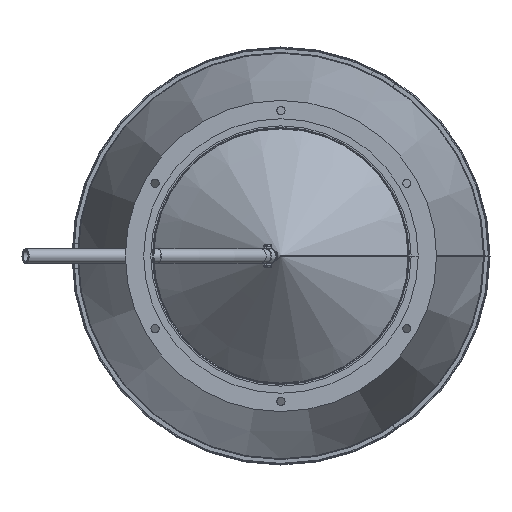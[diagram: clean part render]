
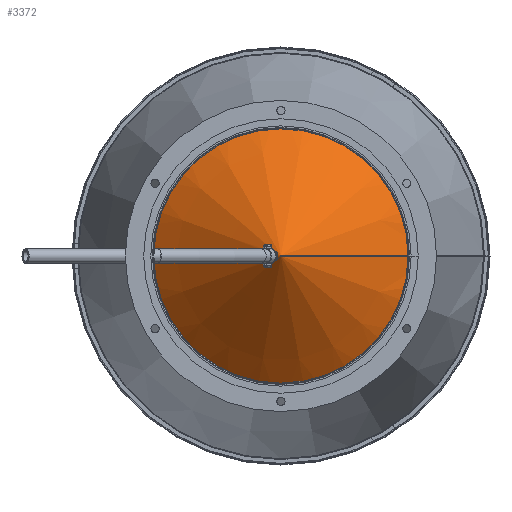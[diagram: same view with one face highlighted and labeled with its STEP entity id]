
A CAD part, front view. The second image highlights one B-rep face of the part: STEP entity #3372.
In plain terms, the highlighted conical face has half-angle 50 degrees and reference radius 77.386 mm.
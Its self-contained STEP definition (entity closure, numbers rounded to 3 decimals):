
#269=FACE_BOUND('',#1278,.T.);
#394=CIRCLE('',#3678,153.886);
#396=CIRCLE('',#3682,0.886);
#609=LINE('',#6042,#821);
#610=LINE('',#6043,#822);
#821=VECTOR('',#4401,199.727);
#822=VECTOR('',#4402,199.727);
#946=CONICAL_SURFACE('',#3683,77.386,50.);
#1062=FACE_OUTER_BOUND('',#1277,.T.);
#1277=EDGE_LOOP('',(#2589,#2590,#2591,#2592));
#1278=EDGE_LOOP('',(#2593,#2594));
#1455=B_SPLINE_CURVE_WITH_KNOTS('',3,(#5916,#5917,#5918,#5919,#5920,#5921,
#5922,#5923,#5924,#5925,#5926,#5927,#5928,#5929,#5930,#5931,#5932,#5933,
#5934,#5935,#5936,#5937,#5938,#5939,#5940,#5941,#5942,#5943),
 .UNSPECIFIED.,.F.,.F.,(4,2,2,2,2,2,2,2,2,2,2,2,2,4),(1.001,
1.002,1.129,1.256,1.51,1.635,
1.761,1.882,2.003,2.135,2.267,
2.395,2.523,2.523),.UNSPECIFIED.);
#1456=B_SPLINE_CURVE_WITH_KNOTS('',3,(#5944,#5945,#5946,#5947,#5948,#5949,
#5950,#5951,#5952,#5953,#5954,#5955,#5956,#5957,#5958,#5959,#5960,#5961,
#5962,#5963,#5964,#5965,#5966,#5967,#5968),.UNSPECIFIED.,.F.,.F.,(4,2,2,
2,3,2,2,2,2,2,2,4),(2.523,2.651,2.779,
2.91,3.042,3.163,3.285,3.41,
3.535,3.789,3.916,4.043),
 .UNSPECIFIED.);
#1565=VERTEX_POINT('',#5914);
#1566=VERTEX_POINT('',#5915);
#1568=VERTEX_POINT('',#6021);
#1571=VERTEX_POINT('',#6026);
#1574=VERTEX_POINT('',#6036);
#1575=VERTEX_POINT('',#6038);
#1924=EDGE_CURVE('',#1565,#1566,#1455,.T.);
#1925=EDGE_CURVE('',#1566,#1565,#1456,.T.);
#1930=EDGE_CURVE('',#1571,#1568,#394,.T.);
#1935=EDGE_CURVE('',#1575,#1574,#396,.T.);
#1937=EDGE_CURVE('',#1574,#1568,#609,.T.);
#1938=EDGE_CURVE('',#1575,#1571,#610,.T.);
#2589=ORIENTED_EDGE('',*,*,#1937,.T.);
#2590=ORIENTED_EDGE('',*,*,#1930,.F.);
#2591=ORIENTED_EDGE('',*,*,#1938,.F.);
#2592=ORIENTED_EDGE('',*,*,#1935,.T.);
#2593=ORIENTED_EDGE('',*,*,#1924,.T.);
#2594=ORIENTED_EDGE('',*,*,#1925,.T.);
#3372=ADVANCED_FACE('',(#1062,#269),#946,.T.);
#3678=AXIS2_PLACEMENT_3D('',#6028,#4385,#4386);
#3682=AXIS2_PLACEMENT_3D('',#6039,#4396,#4397);
#3683=AXIS2_PLACEMENT_3D('',#6041,#4399,#4400);
#4385=DIRECTION('center_axis',(0.,1.,0.));
#4386=DIRECTION('ref_axis',(1.,0.,0.));
#4396=DIRECTION('center_axis',(0.,1.,0.));
#4397=DIRECTION('ref_axis',(1.,0.,0.));
#4399=DIRECTION('center_axis',(0.,1.,0.));
#4400=DIRECTION('ref_axis',(1.,0.,0.));
#4401=DIRECTION('',(0.766,0.643,0.));
#4402=DIRECTION('',(0.766,0.643,0.));
#5914=CARTESIAN_POINT('',(-11.876,9.182,-0.001));
#5915=CARTESIAN_POINT('',(-4.216,2.754,0.));
#5916=CARTESIAN_POINT('Ctrl Pts',(-11.876,9.182,-0.001));
#5917=CARTESIAN_POINT('Ctrl Pts',(-11.876,9.182,-0.001));
#5918=CARTESIAN_POINT('Ctrl Pts',(-11.876,9.182,0.));
#5919=CARTESIAN_POINT('Ctrl Pts',(-11.876,9.182,0.424));
#5920=CARTESIAN_POINT('Ctrl Pts',(-11.825,9.158,0.855));
#5921=CARTESIAN_POINT('Ctrl Pts',(-11.618,9.062,1.694));
#5922=CARTESIAN_POINT('Ctrl Pts',(-11.462,8.988,2.101));
#5923=CARTESIAN_POINT('Ctrl Pts',(-10.86,8.7,3.234));
#5924=CARTESIAN_POINT('Ctrl Pts',(-10.273,8.411,3.868));
#5925=CARTESIAN_POINT('Ctrl Pts',(-9.312,7.893,4.506));
#5926=CARTESIAN_POINT('Ctrl Pts',(-8.947,7.688,4.688));
#5927=CARTESIAN_POINT('Ctrl Pts',(-8.2,7.242,4.932));
#5928=CARTESIAN_POINT('Ctrl Pts',(-7.819,7.,4.993));
#5929=CARTESIAN_POINT('Ctrl Pts',(-7.143,6.534,5.005));
#5930=CARTESIAN_POINT('Ctrl Pts',(-6.79,6.272,4.96));
#5931=CARTESIAN_POINT('Ctrl Pts',(-6.137,5.729,4.752));
#5932=CARTESIAN_POINT('Ctrl Pts',(-5.838,5.447,4.589));
#5933=CARTESIAN_POINT('Ctrl Pts',(-5.33,4.905,4.189));
#5934=CARTESIAN_POINT('Ctrl Pts',(-5.086,4.6,3.913));
#5935=CARTESIAN_POINT('Ctrl Pts',(-4.703,4.02,3.267));
#5936=CARTESIAN_POINT('Ctrl Pts',(-4.563,3.746,2.898));
#5937=CARTESIAN_POINT('Ctrl Pts',(-4.374,3.31,2.174));
#5938=CARTESIAN_POINT('Ctrl Pts',(-4.309,3.107,1.758));
#5939=CARTESIAN_POINT('Ctrl Pts',(-4.231,2.827,0.885));
#5940=CARTESIAN_POINT('Ctrl Pts',(-4.216,2.754,0.427));
#5941=CARTESIAN_POINT('Ctrl Pts',(-4.216,2.754,0.));
#5942=CARTESIAN_POINT('Ctrl Pts',(-4.216,2.754,0.));
#5943=CARTESIAN_POINT('Ctrl Pts',(-4.216,2.754,0.));
#5944=CARTESIAN_POINT('Ctrl Pts',(-4.216,2.754,0.));
#5945=CARTESIAN_POINT('Ctrl Pts',(-4.216,2.754,-0.427));
#5946=CARTESIAN_POINT('Ctrl Pts',(-4.23,2.827,-0.885));
#5947=CARTESIAN_POINT('Ctrl Pts',(-4.309,3.107,-1.758));
#5948=CARTESIAN_POINT('Ctrl Pts',(-4.374,3.31,-2.174));
#5949=CARTESIAN_POINT('Ctrl Pts',(-4.563,3.746,-2.898));
#5950=CARTESIAN_POINT('Ctrl Pts',(-4.703,4.02,-3.267));
#5951=CARTESIAN_POINT('Ctrl Pts',(-5.086,4.6,-3.913));
#5952=CARTESIAN_POINT('Ctrl Pts',(-5.33,4.905,-4.189));
#5953=CARTESIAN_POINT('Ctrl Pts',(-5.594,5.187,-4.397));
#5954=CARTESIAN_POINT('Ctrl Pts',(-5.838,5.447,-4.588));
#5955=CARTESIAN_POINT('Ctrl Pts',(-6.137,5.729,-4.752));
#5956=CARTESIAN_POINT('Ctrl Pts',(-6.79,6.272,-4.96));
#5957=CARTESIAN_POINT('Ctrl Pts',(-7.143,6.534,-5.005));
#5958=CARTESIAN_POINT('Ctrl Pts',(-7.819,7.,-4.993));
#5959=CARTESIAN_POINT('Ctrl Pts',(-8.2,7.242,-4.932));
#5960=CARTESIAN_POINT('Ctrl Pts',(-8.947,7.688,-4.688));
#5961=CARTESIAN_POINT('Ctrl Pts',(-9.312,7.893,-4.506));
#5962=CARTESIAN_POINT('Ctrl Pts',(-10.273,8.411,-3.868));
#5963=CARTESIAN_POINT('Ctrl Pts',(-10.86,8.7,-3.234));
#5964=CARTESIAN_POINT('Ctrl Pts',(-11.462,8.988,-2.101));
#5965=CARTESIAN_POINT('Ctrl Pts',(-11.618,9.062,-1.694));
#5966=CARTESIAN_POINT('Ctrl Pts',(-11.825,9.158,-0.856));
#5967=CARTESIAN_POINT('Ctrl Pts',(-11.876,9.182,-0.425));
#5968=CARTESIAN_POINT('Ctrl Pts',(-11.876,9.182,-0.001));
#6021=CARTESIAN_POINT('',(153.886,128.342,0.027));
#6026=CARTESIAN_POINT('',(153.886,128.342,0.));
#6028=CARTESIAN_POINT('Origin',(0.,128.342,0.));
#6036=CARTESIAN_POINT('',(0.886,-0.04,0.));
#6038=CARTESIAN_POINT('',(0.886,-0.04,0.));
#6039=CARTESIAN_POINT('Origin',(0.,-0.04,0.));
#6041=CARTESIAN_POINT('Origin',(0.,64.151,0.));
#6042=CARTESIAN_POINT('',(0.886,-0.04,0.));
#6043=CARTESIAN_POINT('',(0.886,-0.04,0.));
